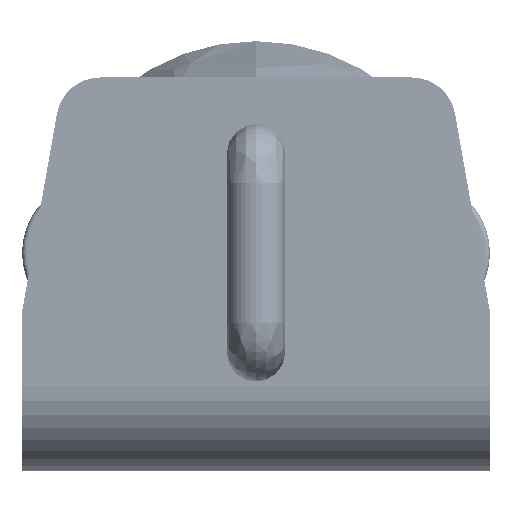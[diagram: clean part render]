
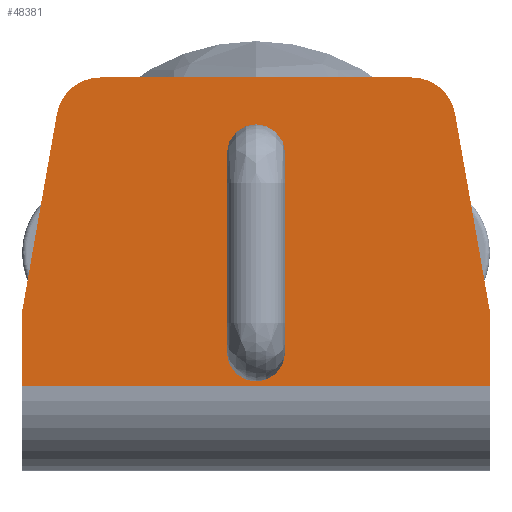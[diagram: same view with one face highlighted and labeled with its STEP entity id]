
A CAD part, front view. The second image highlights one B-rep face of the part: STEP entity #48381.
In plain terms, the highlighted planar face has unit normal (0, -1, 0).
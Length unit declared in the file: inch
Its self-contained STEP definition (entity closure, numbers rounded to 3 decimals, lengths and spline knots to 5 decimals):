
#47791=DIRECTION('',(1.,0.,0.));
#47792=VECTOR('',#47791,0.318);
#47793=CARTESIAN_POINT('',(0.364,-1.432,-1.));
#47794=LINE('',#47793,#47792);
#47799=CARTESIAN_POINT('',(1.494,-1.432,-0.66592));
#47800=DIRECTION('',(0.,-1.,0.));
#47801=DIRECTION('',(0.174,0.,-0.985));
#47802=AXIS2_PLACEMENT_3D('',#47799,#47800,#47801);
#47804=DIRECTION('',(-0.985,0.,-0.174));
#47805=VECTOR('',#47804,0.85768);
#47806=CARTESIAN_POINT('',(1.52665,-1.432,-0.85107));
#47807=LINE('',#47806,#47805);
#47808=DIRECTION('',(0.,0.,-1.));
#47809=VECTOR('',#47808,2.);
#47810=CARTESIAN_POINT('',(0.364,-1.432,1.));
#47811=LINE('',#47810,#47809);
#47812=DIRECTION('',(0.985,0.,-0.174));
#47813=VECTOR('',#47812,0.85768);
#47814=CARTESIAN_POINT('',(0.682,-1.432,1.));
#47815=LINE('',#47814,#47813);
#47816=CARTESIAN_POINT('',(1.494,-1.432,0.66592));
#47817=DIRECTION('',(0.,-1.,0.));
#47818=DIRECTION('',(1.,0.,0.));
#47819=AXIS2_PLACEMENT_3D('',#47816,#47817,#47818);
#47821=CARTESIAN_POINT('',(0.932,-1.432,0.));
#47822=DIRECTION('',(0.,1.,0.));
#47823=DIRECTION('',(1.,0.,0.));
#47824=AXIS2_PLACEMENT_3D('',#47821,#47822,#47823);
#47826=CARTESIAN_POINT('',(0.932,-1.432,0.));
#47827=DIRECTION('',(0.,1.,0.));
#47828=DIRECTION('',(-1.,0.,0.));
#47829=AXIS2_PLACEMENT_3D('',#47826,#47827,#47828);
#47831=DIRECTION('',(1.,0.,0.));
#47832=VECTOR('',#47831,0.318);
#47833=CARTESIAN_POINT('',(0.364,-1.432,1.));
#47834=LINE('',#47833,#47832);
#47887=DIRECTION('',(0.,0.,-1.));
#47888=VECTOR('',#47887,1.33184);
#47889=CARTESIAN_POINT('',(1.682,-1.432,0.66592));
#47890=LINE('',#47889,#47888);
#48092=CARTESIAN_POINT('',(0.364,-1.432,1.));
#48094=VERTEX_POINT('',#48092);
#48096=CARTESIAN_POINT('',(0.364,-1.432,-1.));
#48098=VERTEX_POINT('',#48096);
#48111=CARTESIAN_POINT('',(0.682,-1.432,1.));
#48112=VERTEX_POINT('',#48111);
#48113=CARTESIAN_POINT('',(0.682,-1.432,-1.));
#48114=VERTEX_POINT('',#48113);
#48139=CARTESIAN_POINT('',(1.52665,-1.432,-0.85107));
#48140=CARTESIAN_POINT('',(1.682,-1.432,-0.66592));
#48141=VERTEX_POINT('',#48139);
#48142=VERTEX_POINT('',#48140);
#48147=CARTESIAN_POINT('',(1.682,-1.432,0.66592));
#48148=CARTESIAN_POINT('',(1.52665,-1.432,0.85107));
#48149=VERTEX_POINT('',#48147);
#48150=VERTEX_POINT('',#48148);
#48155=CARTESIAN_POINT('',(1.0325,-1.432,0.));
#48156=CARTESIAN_POINT('',(0.8315,-1.432,0.));
#48157=VERTEX_POINT('',#48155);
#48158=VERTEX_POINT('',#48156);
#48356=CARTESIAN_POINT('',(0.364,-1.432,1.));
#48357=DIRECTION('',(0.,1.,0.));
#48358=DIRECTION('',(1.,0.,0.));
#48359=AXIS2_PLACEMENT_3D('',#48356,#48357,#48358);
#48360=PLANE('',#48359);
#48361=ORIENTED_EDGE('',*,*,#48346,.F.);
#48362=ORIENTED_EDGE('',*,*,#48336,.T.);
#48363=ORIENTED_EDGE('',*,*,#48321,.F.);
#48364=ORIENTED_EDGE('',*,*,#48202,.F.);
#48366=ORIENTED_EDGE('',*,*,#48365,.T.);
#48368=ORIENTED_EDGE('',*,*,#48367,.T.);
#48370=ORIENTED_EDGE('',*,*,#48369,.F.);
#48372=ORIENTED_EDGE('',*,*,#48371,.T.);
#48373=EDGE_LOOP('',(#48361,#48362,#48363,#48364,#48366,#48368,#48370,#48372));
#48374=FACE_OUTER_BOUND('',#48373,.F.);
#48376=ORIENTED_EDGE('',*,*,#48375,.F.);
#48378=ORIENTED_EDGE('',*,*,#48377,.F.);
#48379=EDGE_LOOP('',(#48376,#48378));
#48380=FACE_BOUND('',#48379,.F.);
#48381=ADVANCED_FACE('',(#48374,#48380),#48360,.F.);
#47803=CIRCLE('',#47802,0.188);
#47820=CIRCLE('',#47819,0.188);
#47825=CIRCLE('',#47824,0.1005);
#47830=CIRCLE('',#47829,0.1005);
#48202=EDGE_CURVE('',#48094,#48098,#47811,.T.);
#48321=EDGE_CURVE('',#48098,#48114,#47794,.T.);
#48336=EDGE_CURVE('',#48141,#48114,#47807,.T.);
#48346=EDGE_CURVE('',#48141,#48142,#47803,.T.);
#48365=EDGE_CURVE('',#48094,#48112,#47834,.T.);
#48367=EDGE_CURVE('',#48112,#48150,#47815,.T.);
#48369=EDGE_CURVE('',#48149,#48150,#47820,.T.);
#48371=EDGE_CURVE('',#48149,#48142,#47890,.T.);
#48375=EDGE_CURVE('',#48157,#48158,#47825,.T.);
#48377=EDGE_CURVE('',#48158,#48157,#47830,.T.);
